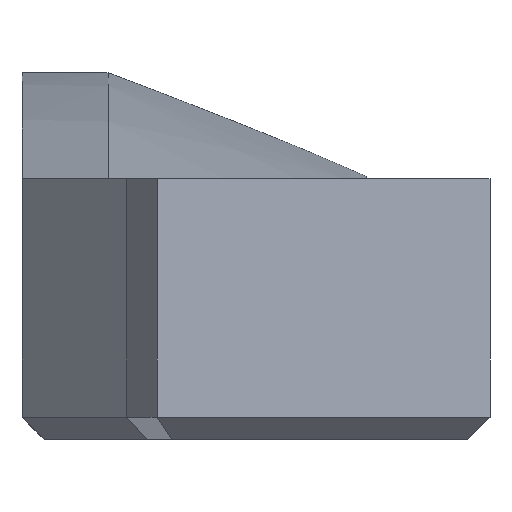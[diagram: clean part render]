
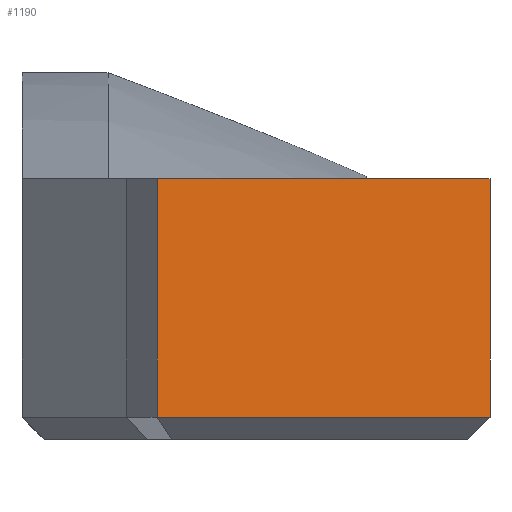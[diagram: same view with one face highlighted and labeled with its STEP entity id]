
A CAD part, left-side view. The second image highlights one B-rep face of the part: STEP entity #1190.
In plain terms, the highlighted planar face has unit normal (-0.73, -0.683, 0).
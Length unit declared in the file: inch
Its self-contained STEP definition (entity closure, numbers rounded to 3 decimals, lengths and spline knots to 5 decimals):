
#51=PLANE('',#1297);
#135=FACE_OUTER_BOUND('',#203,.T.);
#203=EDGE_LOOP('',(#1033,#1034,#1035,#1036));
#313=LINE('',#2358,#405);
#354=LINE('',#3343,#446);
#363=LINE('',#3360,#455);
#365=LINE('',#3363,#457);
#405=VECTOR('',#1421,39.37008);
#446=VECTOR('',#1540,39.37008);
#455=VECTOR('',#1557,39.37008);
#457=VECTOR('',#1561,39.37008);
#533=VERTEX_POINT('',#2355);
#534=VERTEX_POINT('',#2357);
#564=VERTEX_POINT('',#3333);
#566=VERTEX_POINT('',#3339);
#658=EDGE_CURVE('',#533,#534,#313,.T.);
#726=EDGE_CURVE('',#566,#564,#354,.T.);
#735=EDGE_CURVE('',#564,#534,#363,.T.);
#737=EDGE_CURVE('',#566,#533,#365,.T.);
#1033=ORIENTED_EDGE('',*,*,#737,.F.);
#1034=ORIENTED_EDGE('',*,*,#726,.T.);
#1035=ORIENTED_EDGE('',*,*,#735,.T.);
#1036=ORIENTED_EDGE('',*,*,#658,.F.);
#1190=ADVANCED_FACE('',(#135),#51,.T.);
#1297=AXIS2_PLACEMENT_3D('',#3368,#1568,#1569);
#1421=DIRECTION('',(0.684,-0.73,0.));
#1540=DIRECTION('',(0.684,-0.73,0.));
#1557=DIRECTION('',(0.,0.,1.));
#1561=DIRECTION('',(0.,0.,1.));
#1568=DIRECTION('center_axis',(-0.73,-0.684,0.));
#1569=DIRECTION('ref_axis',(0.684,-0.73,0.));
#2355=CARTESIAN_POINT('',(-4.91753,1.6212,2.74197));
#2357=CARTESIAN_POINT('',(-4.47442,1.148,2.74197));
#2358=CARTESIAN_POINT('',(-4.47442,1.148,2.74197));
#3333=CARTESIAN_POINT('',(-4.47442,1.148,2.40297));
#3339=CARTESIAN_POINT('',(-4.91753,1.6212,2.40297));
#3343=CARTESIAN_POINT('',(-4.47442,1.148,2.40297));
#3360=CARTESIAN_POINT('',(-4.47442,1.148,1.09346));
#3363=CARTESIAN_POINT('',(-4.91753,1.6212,4.05299));
#3368=CARTESIAN_POINT('Origin',(-4.92154,1.62549,4.05299));
